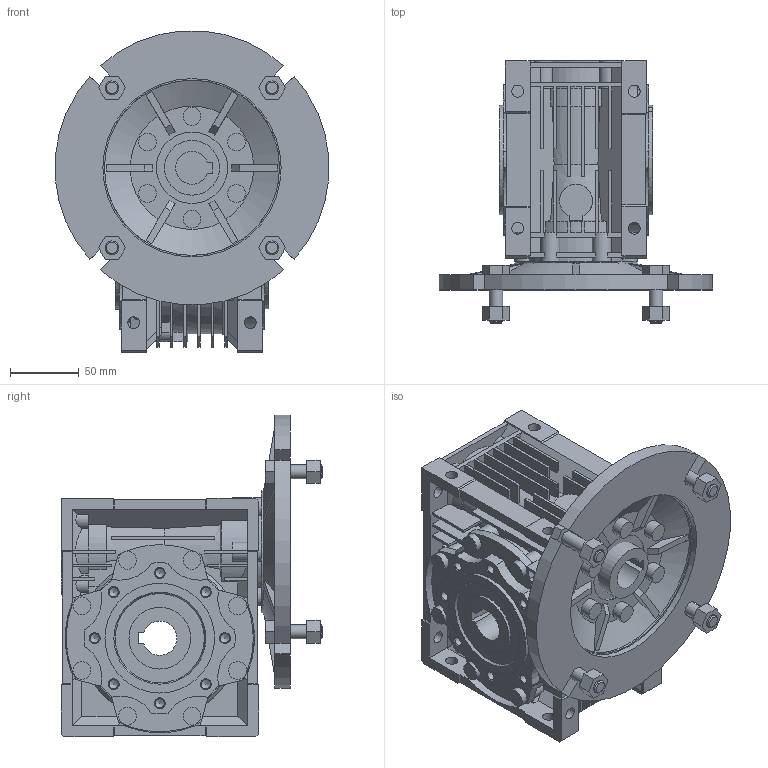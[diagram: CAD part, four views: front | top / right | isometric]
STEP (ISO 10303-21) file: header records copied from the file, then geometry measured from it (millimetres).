
FILE_DESCRIPTION(('STEP AP203'), '1');
FILE_NAME('凎劌膷闉 NMRV 063(90B5)', '', ('UNSPECIFIED'), ('UNSPECIFIED'), 'ASCON STEP Converter 1.3', 'ASCON Math Kernel', '');
FILE_SCHEMA(('CONFIG_CONTROL_DESIGN'));
Length unit declared in the file: millimetre
Products named in the file (5): _Gear unit 63; _063-25 (112); _VB 075-24 (24); _63-80 B5
Assembly tree (4 placements, depth 2):
  (unnamed)
    _Gear unit 63
    _063-25 (112)
    _VB 075-24 (24)
    _63-80 B5
Bounding box: 199.34 x 191 x 234.67 mm (x, y, z)
Volume: 2073820.3 mm3; surface area: 398330.8 mm2
Topology: 4 solids, 6 shells, 1171 faces, 3210 edges, 2099 vertices
Faces by surface type: plane 847, cylinder 233, cone 89, torus 2
Full cylindrical faces by diameter (mm): 6.647 x16, 7.56 x4, 8.78 x14, 10 x8, 13 x14, 15.741 x1, 34 x1, 37 x1, 40 x1, 45 x2, 52 x1, 53 x1, 62 x1, 80 x1, 89 x1, 110 x1, 127.74 x1, 130 x1
Entity records: 48476 total; most frequent: CARTESIAN_POINT 9632, ORIENTED_EDGE 6162, DIRECTION 5843, EDGE_CURVE 3081, VERTEX_POINT 2088, LINE 2087, VECTOR 2087, AXIS2_PLACEMENT_3D 1878
